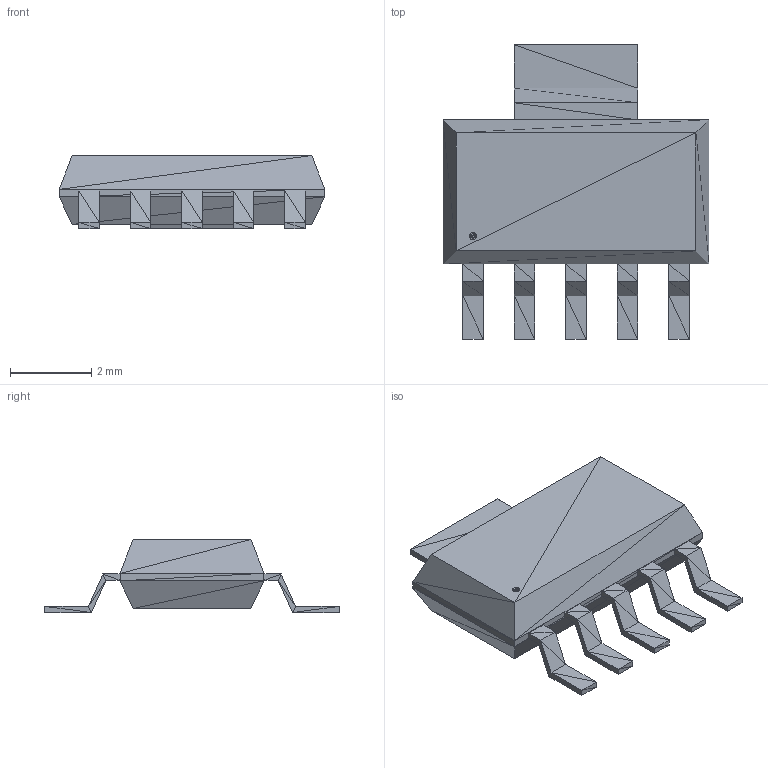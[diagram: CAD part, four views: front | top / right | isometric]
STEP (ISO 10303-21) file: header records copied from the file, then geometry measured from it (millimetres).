
FILE_DESCRIPTION(('STEP AP214'),'1');
FILE_NAME('SOT-223_5MC','2017-05-30T15:38:01',(''),(''),'','','');
FILE_SCHEMA(('AUTOMOTIVE_DESIGN'));
Length unit declared in the file: millimetre
Products named in the file (1): product
Bounding box: 6.55 x 7.26 x 1.8 mm (x, y, z)
Surface area: 101.6 mm2 (no closed solid volume)
Topology: 0 solids, 324 shells, 324 faces, 972 edges, 972 vertices
Faces by surface type: plane 324
Entity records: 10751 total; most frequent: CARTESIAN_POINT 2269, DIRECTION 1622, ORIENTED_EDGE 972, EDGE_CURVE 972, VERTEX_POINT 972, LINE 972, VECTOR 972, AXIS2_PLACEMENT_3D 325
